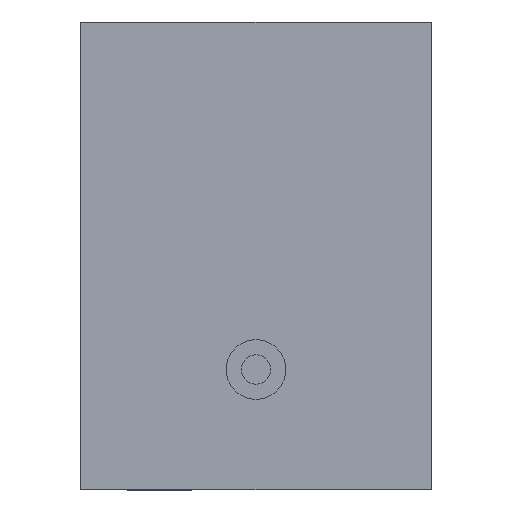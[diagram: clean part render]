
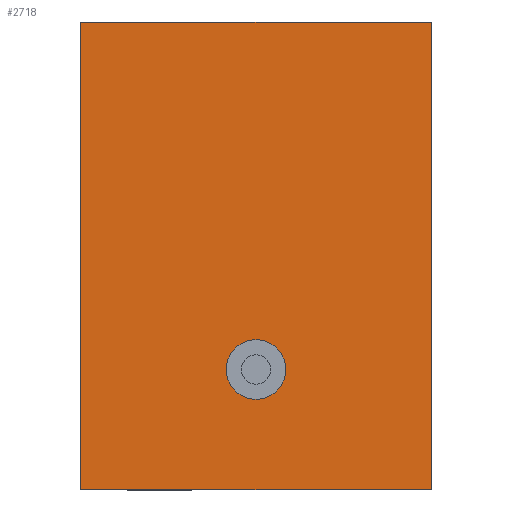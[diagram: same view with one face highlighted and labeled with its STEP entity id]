
A CAD part, front view. The second image highlights one B-rep face of the part: STEP entity #2718.
In plain terms, the highlighted planar face has unit normal (0, -1, 0).
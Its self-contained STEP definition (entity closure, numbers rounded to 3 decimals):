
#11 = DIRECTION ( 'NONE',  ( 0., 0., 1. ) ) ;
#105 = CARTESIAN_POINT ( 'NONE',  ( 1.506, -1.253, -2. ) ) ;
#126 = FACE_BOUND ( 'NONE', #3646, .T. ) ;
#153 = DIRECTION ( 'NONE',  ( -1., 0., 0. ) ) ;
#157 = DIRECTION ( 'NONE',  ( 0., 0., -1. ) ) ;
#181 = CARTESIAN_POINT ( 'NONE',  ( 1.506, -1.253, 2. ) ) ;
#213 = EDGE_CURVE ( 'NONE', #3180, #4385, #4368, .T. ) ;
#259 = VERTEX_POINT ( 'NONE', #3807 ) ;
#285 = DIRECTION ( 'NONE',  ( 0., 0., -1. ) ) ;
#329 = ORIENTED_EDGE ( 'NONE', *, *, #2319, .F. ) ;
#381 = EDGE_CURVE ( 'NONE', #259, #1120, #2031, .T. ) ;
#911 = VECTOR ( 'NONE', #4467, 1000. ) ;
#991 = FACE_OUTER_BOUND ( 'NONE', #2633, .T. ) ;
#1120 = VERTEX_POINT ( 'NONE', #3764 ) ;
#1306 = LINE ( 'NONE', #4525, #3146 ) ;
#1353 = CARTESIAN_POINT ( 'NONE',  ( -1.494, -1.253, -2. ) ) ;
#1357 = ORIENTED_EDGE ( 'NONE', *, *, #381, .T. ) ;
#1388 = ORIENTED_EDGE ( 'NONE', *, *, #213, .T. ) ;
#1963 = CARTESIAN_POINT ( 'NONE',  ( -1.494, -1.253, 2. ) ) ;
#2031 = LINE ( 'NONE', #181, #3235 ) ;
#2227 = DIRECTION ( 'NONE',  ( 0., -1., 0. ) ) ;
#2319 = EDGE_CURVE ( 'NONE', #3402, #3402, #2504, .T. ) ;
#2479 = DIRECTION ( 'NONE',  ( 0., 1., 0. ) ) ;
#2504 = CIRCLE ( 'NONE', #4488, 0.255 ) ;
#2633 = EDGE_LOOP ( 'NONE', ( #4056, #1388, #3862, #1357 ) ) ;
#2718 = ADVANCED_FACE ( 'NONE', ( #991, #126 ), #3207, .F. ) ;
#3146 = VECTOR ( 'NONE', #153, 1000. ) ;
#3180 = VERTEX_POINT ( 'NONE', #1963 ) ;
#3207 = PLANE ( 'NONE',  #4710 ) ;
#3235 = VECTOR ( 'NONE', #4547, 1000. ) ;
#3402 = VERTEX_POINT ( 'NONE', #3655 ) ;
#3582 = VECTOR ( 'NONE', #157, 1000. ) ;
#3646 = EDGE_LOOP ( 'NONE', ( #329 ) ) ;
#3655 = CARTESIAN_POINT ( 'NONE',  ( 0.006, -1.253, -0.715 ) ) ;
#3743 = EDGE_CURVE ( 'NONE', #4385, #259, #4686, .T. ) ;
#3764 = CARTESIAN_POINT ( 'NONE',  ( 1.506, -1.253, 2. ) ) ;
#3797 = EDGE_CURVE ( 'NONE', #1120, #3180, #1306, .T. ) ;
#3807 = CARTESIAN_POINT ( 'NONE',  ( 1.506, -1.253, -2. ) ) ;
#3862 = ORIENTED_EDGE ( 'NONE', *, *, #3743, .T. ) ;
#4056 = ORIENTED_EDGE ( 'NONE', *, *, #3797, .T. ) ;
#4160 = CARTESIAN_POINT ( 'NONE',  ( -1.494, -1.253, -2. ) ) ;
#4368 = LINE ( 'NONE', #1353, #3582 ) ;
#4385 = VERTEX_POINT ( 'NONE', #4160 ) ;
#4392 = CARTESIAN_POINT ( 'NONE',  ( 0.006, -1.253, -0.97 ) ) ;
#4467 = DIRECTION ( 'NONE',  ( 1., 0., 0. ) ) ;
#4488 = AXIS2_PLACEMENT_3D ( 'NONE', #4392, #2227, #11 ) ;
#4525 = CARTESIAN_POINT ( 'NONE',  ( -1.494, -1.253, 2. ) ) ;
#4547 = DIRECTION ( 'NONE',  ( 0., 0., 1. ) ) ;
#4659 = CARTESIAN_POINT ( 'NONE',  ( 1.506, -1.253, 2. ) ) ;
#4686 = LINE ( 'NONE', #105, #911 ) ;
#4710 = AXIS2_PLACEMENT_3D ( 'NONE', #4659, #2479, #285 ) ;
